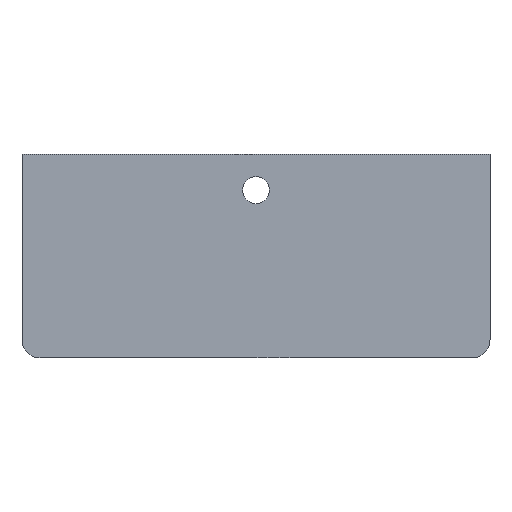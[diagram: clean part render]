
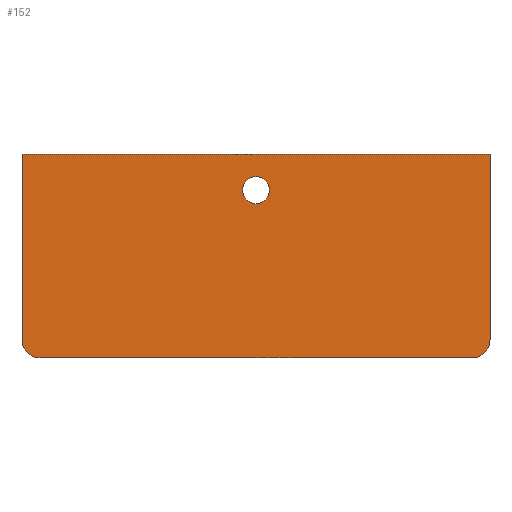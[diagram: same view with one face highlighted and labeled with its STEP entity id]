
A CAD part, top view. The second image highlights one B-rep face of the part: STEP entity #152.
In plain terms, the highlighted planar face has unit normal (0, 0, 1).
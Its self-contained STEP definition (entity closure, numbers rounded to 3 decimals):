
#5 = CARTESIAN_POINT ( 'NONE',  ( -26.765, 7.187, 3.175 ) ) ;
#18 = VECTOR ( 'NONE', #287, 1000. ) ;
#24 = VECTOR ( 'NONE', #40, 1000. ) ;
#28 = FACE_OUTER_BOUND ( 'NONE', #334, .T. ) ;
#32 = AXIS2_PLACEMENT_3D ( 'NONE', #5, #216, #37 ) ;
#37 = DIRECTION ( 'NONE',  ( 1., 0., 0. ) ) ;
#40 = DIRECTION ( 'NONE',  ( -1., 0., 0. ) ) ;
#50 = LINE ( 'NONE', #372, #18 ) ;
#51 = VERTEX_POINT ( 'NONE', #131 ) ;
#58 = CARTESIAN_POINT ( 'NONE',  ( 103.235, -75.988, 3.175 ) ) ;
#64 = EDGE_CURVE ( 'NONE', #256, #75, #135, .T. ) ;
#65 = VECTOR ( 'NONE', #191, 1000. ) ;
#70 = CARTESIAN_POINT ( 'NONE',  ( 103.235, 27.187, 3.175 ) ) ;
#71 = ORIENTED_EDGE ( 'NONE', *, *, #64, .T. ) ;
#75 = VERTEX_POINT ( 'NONE', #298 ) ;
#82 = CIRCLE ( 'NONE', #295, 10. ) ;
#85 = CARTESIAN_POINT ( 'NONE',  ( 0., 0., 3.175 ) ) ;
#86 = EDGE_CURVE ( 'NONE', #331, #51, #367, .T. ) ;
#92 = CARTESIAN_POINT ( 'NONE',  ( -26.765, 7.187, 3.175 ) ) ;
#96 = DIRECTION ( 'NONE',  ( 0., 0., 1. ) ) ;
#99 = VERTEX_POINT ( 'NONE', #158 ) ;
#101 = EDGE_CURVE ( 'NONE', #106, #99, #333, .T. ) ;
#106 = VERTEX_POINT ( 'NONE', #169 ) ;
#113 = FACE_BOUND ( 'NONE', #198, .T. ) ;
#123 = AXIS2_PLACEMENT_3D ( 'NONE', #85, #232, #348 ) ;
#127 = CARTESIAN_POINT ( 'NONE',  ( 103.235, -85.988, 3.175 ) ) ;
#131 = CARTESIAN_POINT ( 'NONE',  ( -34.265, 7.187, 3.175 ) ) ;
#135 = LINE ( 'NONE', #299, #65 ) ;
#146 = ORIENTED_EDGE ( 'NONE', *, *, #351, .T. ) ;
#152 = ADVANCED_FACE ( 'NONE', ( #28, #113 ), #343, .T. ) ;
#154 = DIRECTION ( 'NONE',  ( 0., 1., 0. ) ) ;
#158 = CARTESIAN_POINT ( 'NONE',  ( -156.765, 27.187, 3.175 ) ) ;
#164 = DIRECTION ( 'NONE',  ( 1., 0., 0. ) ) ;
#169 = CARTESIAN_POINT ( 'NONE',  ( 103.235, 27.187, 3.175 ) ) ;
#170 = CARTESIAN_POINT ( 'NONE',  ( -19.265, 7.187, 3.175 ) ) ;
#177 = ORIENTED_EDGE ( 'NONE', *, *, #188, .T. ) ;
#186 = DIRECTION ( 'NONE',  ( 1., 0., 0. ) ) ;
#188 = EDGE_CURVE ( 'NONE', #75, #320, #192, .T. ) ;
#191 = DIRECTION ( 'NONE',  ( 1., 0., 0. ) ) ;
#192 = CIRCLE ( 'NONE', #258, 10. ) ;
#197 = EDGE_CURVE ( 'NONE', #99, #291, #50, .T. ) ;
#198 = EDGE_LOOP ( 'NONE', ( #365, #373 ) ) ;
#205 = CARTESIAN_POINT ( 'NONE',  ( 93.235, -75.988, 3.175 ) ) ;
#216 = DIRECTION ( 'NONE',  ( 0., 0., 1. ) ) ;
#222 = EDGE_CURVE ( 'NONE', #320, #106, #352, .T. ) ;
#226 = ORIENTED_EDGE ( 'NONE', *, *, #222, .T. ) ;
#228 = VECTOR ( 'NONE', #154, 1000. ) ;
#230 = ORIENTED_EDGE ( 'NONE', *, *, #197, .T. ) ;
#232 = DIRECTION ( 'NONE',  ( 0., 0., 1. ) ) ;
#256 = VERTEX_POINT ( 'NONE', #326 ) ;
#258 = AXIS2_PLACEMENT_3D ( 'NONE', #205, #261, #370 ) ;
#261 = DIRECTION ( 'NONE',  ( 0., 0., 1. ) ) ;
#269 = EDGE_CURVE ( 'NONE', #51, #331, #306, .T. ) ;
#287 = DIRECTION ( 'NONE',  ( 0., -1., 0. ) ) ;
#291 = VERTEX_POINT ( 'NONE', #349 ) ;
#295 = AXIS2_PLACEMENT_3D ( 'NONE', #366, #307, #164 ) ;
#298 = CARTESIAN_POINT ( 'NONE',  ( 93.235, -85.988, 3.175 ) ) ;
#299 = CARTESIAN_POINT ( 'NONE',  ( -156.765, -85.988, 3.175 ) ) ;
#306 = CIRCLE ( 'NONE', #316, 7.5 ) ;
#307 = DIRECTION ( 'NONE',  ( 0., 0., 1. ) ) ;
#310 = ORIENTED_EDGE ( 'NONE', *, *, #101, .T. ) ;
#316 = AXIS2_PLACEMENT_3D ( 'NONE', #92, #96, #186 ) ;
#320 = VERTEX_POINT ( 'NONE', #58 ) ;
#326 = CARTESIAN_POINT ( 'NONE',  ( -146.765, -85.988, 3.175 ) ) ;
#331 = VERTEX_POINT ( 'NONE', #170 ) ;
#333 = LINE ( 'NONE', #70, #24 ) ;
#334 = EDGE_LOOP ( 'NONE', ( #230, #146, #71, #177, #226, #310 ) ) ;
#343 = PLANE ( 'NONE',  #123 ) ;
#348 = DIRECTION ( 'NONE',  ( 1., 0., 0. ) ) ;
#349 = CARTESIAN_POINT ( 'NONE',  ( -156.765, -75.988, 3.175 ) ) ;
#351 = EDGE_CURVE ( 'NONE', #291, #256, #82, .T. ) ;
#352 = LINE ( 'NONE', #127, #228 ) ;
#365 = ORIENTED_EDGE ( 'NONE', *, *, #269, .F. ) ;
#366 = CARTESIAN_POINT ( 'NONE',  ( -146.765, -75.988, 3.175 ) ) ;
#367 = CIRCLE ( 'NONE', #32, 7.5 ) ;
#370 = DIRECTION ( 'NONE',  ( 1., 0., 0. ) ) ;
#372 = CARTESIAN_POINT ( 'NONE',  ( -156.765, 27.187, 3.175 ) ) ;
#373 = ORIENTED_EDGE ( 'NONE', *, *, #86, .F. ) ;
